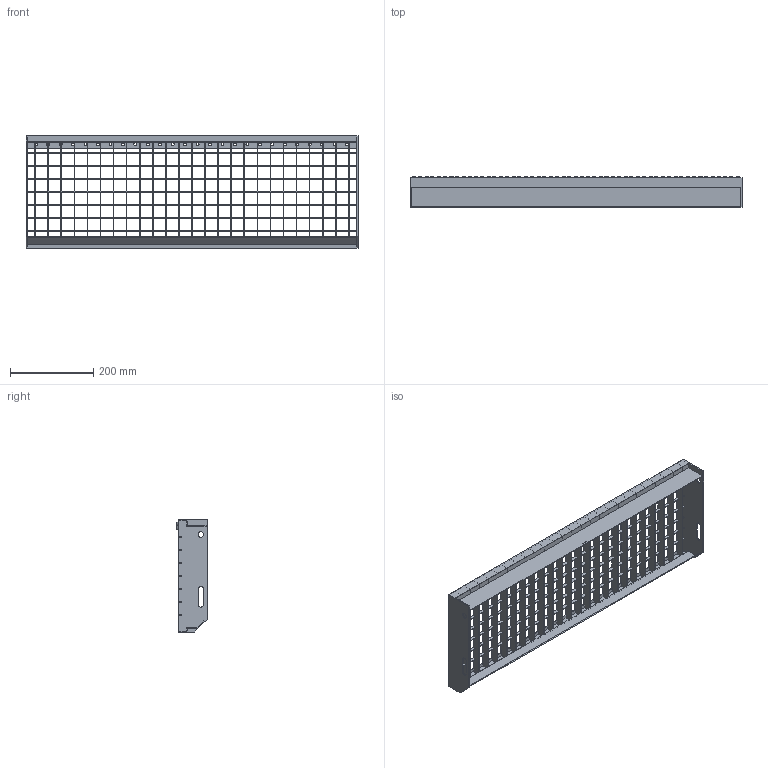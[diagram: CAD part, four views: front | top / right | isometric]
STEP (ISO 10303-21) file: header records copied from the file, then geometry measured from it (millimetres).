
FILE_DESCRIPTION (( 'STEP AP203' ), '1' );
FILE_NAME ('40.802730.7.step', '2015-10-04T07:13:42', ( '' ), ( '' ), 'SwSTEP 2.0', 'SolidWorks 2015', '' );
FILE_SCHEMA (( 'CONFIG_CONTROL_DESIGN' ));
Length unit declared in the file: millimetre
Products named in the file (1): 40.802730.7
Bounding box: 800 x 72.67 x 270 mm (x, y, z)
Volume: 683722.1 mm3; surface area: 785471.7 mm2
Topology: 24 solids, 24 shells, 804 faces, 2045 edges, 1346 vertices
Faces by surface type: plane 485, cylinder 116, cone 106, bspline 97
Entity records: 30086 total; most frequent: CARTESIAN_POINT 10541, ORIENTED_EDGE 4090, DIRECTION 3727, EDGE_CURVE 2045, VECTOR 1391, LINE 1391, VERTEX_POINT 1346, AXIS2_PLACEMENT_3D 1168
